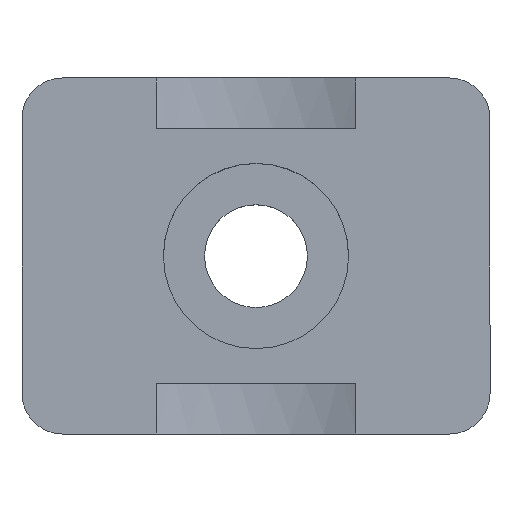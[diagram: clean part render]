
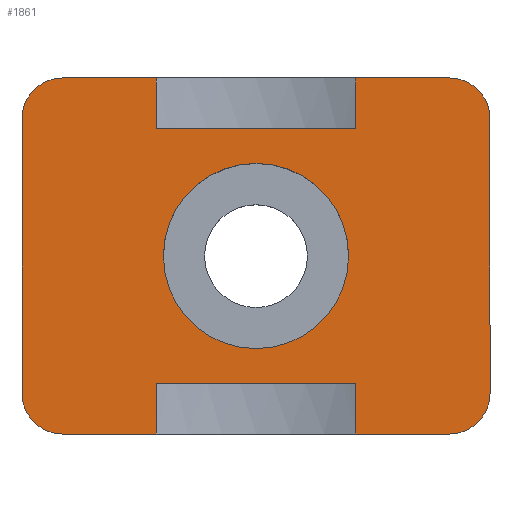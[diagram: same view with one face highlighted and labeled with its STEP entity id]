
A CAD part, top view. The second image highlights one B-rep face of the part: STEP entity #1861.
In plain terms, the highlighted planar face has unit normal (0, 0, 1).
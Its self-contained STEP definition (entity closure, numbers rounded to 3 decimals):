
#827=CARTESIAN_POINT('',(9.822,-12.5,16.0));
#828=VERTEX_POINT('',#827);
#836=CARTESIAN_POINT('',(-9.822,-12.5,16.0));
#837=VERTEX_POINT('',#836);
#838=CARTESIAN_POINT('',(-9.822,-12.5,16.0));
#839=DIRECTION('',(1.0,0.0,0.0));
#840=VECTOR('',#839,19.645);
#841=LINE('',#838,#840);
#842=EDGE_CURVE('',#837,#828,#841,.T.);
#868=CARTESIAN_POINT('',(-9.822,-17.5,16.0));
#869=VERTEX_POINT('',#868);
#870=CARTESIAN_POINT('',(-9.822,-17.5,16.0));
#871=DIRECTION('',(0.0,1.0,0.0));
#872=VECTOR('',#871,5.);
#873=LINE('',#870,#872);
#874=EDGE_CURVE('',#869,#837,#873,.T.);
#876=CARTESIAN_POINT('',(9.822,-17.5,16.0));
#877=VERTEX_POINT('',#876);
#885=CARTESIAN_POINT('',(9.822,-12.5,16.0));
#886=DIRECTION('',(0.0,-1.0,0.0));
#887=VECTOR('',#886,5.);
#888=LINE('',#885,#887);
#889=EDGE_CURVE('',#828,#877,#888,.T.);
#900=CARTESIAN_POINT('',(-19.0,-17.5,16.0));
#901=VERTEX_POINT('',#900);
#902=CARTESIAN_POINT('',(-19.0,-17.5,16.0));
#903=DIRECTION('',(1.0,0.0,0.0));
#904=VECTOR('',#903,9.178);
#905=LINE('',#902,#904);
#906=EDGE_CURVE('',#901,#869,#905,.T.);
#941=CARTESIAN_POINT('',(19.,-17.5,16.0));
#942=VERTEX_POINT('',#941);
#949=CARTESIAN_POINT('',(9.822,-17.5,16.0));
#950=DIRECTION('',(1.0,0.0,0.0));
#951=VECTOR('',#950,9.178);
#952=LINE('',#949,#951);
#953=EDGE_CURVE('',#877,#942,#952,.T.);
#1162=CARTESIAN_POINT('',(-9.822,12.5,16.0));
#1163=VERTEX_POINT('',#1162);
#1171=CARTESIAN_POINT('',(9.822,12.5,16.0));
#1172=VERTEX_POINT('',#1171);
#1173=CARTESIAN_POINT('',(9.822,12.5,16.0));
#1174=DIRECTION('',(-1.0,0.0,0.0));
#1175=VECTOR('',#1174,19.645);
#1176=LINE('',#1173,#1175);
#1177=EDGE_CURVE('',#1172,#1163,#1176,.T.);
#1195=CARTESIAN_POINT('',(9.822,17.5,16.0));
#1196=VERTEX_POINT('',#1195);
#1197=CARTESIAN_POINT('',(9.822,17.5,16.0));
#1198=DIRECTION('',(0.0,-1.0,0.0));
#1199=VECTOR('',#1198,5.);
#1200=LINE('',#1197,#1199);
#1201=EDGE_CURVE('',#1196,#1172,#1200,.T.);
#1203=CARTESIAN_POINT('',(-9.822,17.5,16.0));
#1204=VERTEX_POINT('',#1203);
#1212=CARTESIAN_POINT('',(-9.822,12.5,16.0));
#1213=DIRECTION('',(0.0,1.0,0.0));
#1214=VECTOR('',#1213,5.);
#1215=LINE('',#1212,#1214);
#1216=EDGE_CURVE('',#1163,#1204,#1215,.T.);
#1235=CARTESIAN_POINT('',(19.0,17.5,16.0));
#1236=VERTEX_POINT('',#1235);
#1237=CARTESIAN_POINT('',(19.0,17.5,16.0));
#1238=DIRECTION('',(-1.0,0.0,0.0));
#1239=VECTOR('',#1238,9.178);
#1240=LINE('',#1237,#1239);
#1241=EDGE_CURVE('',#1236,#1196,#1240,.T.);
#1258=CARTESIAN_POINT('',(-19.,17.5,16.0));
#1259=VERTEX_POINT('',#1258);
#1266=CARTESIAN_POINT('',(-9.822,17.5,16.0));
#1267=DIRECTION('',(-1.0,0.0,0.0));
#1268=VECTOR('',#1267,9.178);
#1269=LINE('',#1266,#1268);
#1270=EDGE_CURVE('',#1204,#1259,#1269,.T.);
#1312=CARTESIAN_POINT('',(-23.0,-13.5,16.0));
#1313=VERTEX_POINT('',#1312);
#1314=CARTESIAN_POINT('',(-19.0,-13.5,16.0));
#1315=DIRECTION('',(0.0,0.0,-1.0));
#1316=DIRECTION('',(-0.707,-0.707,0.0));
#1317=AXIS2_PLACEMENT_3D('',#1314,#1315,#1316);
#1318=CIRCLE('',#1317,4.0);
#1319=EDGE_CURVE('',#901,#1313,#1318,.T.);
#1336=CARTESIAN_POINT('',(-23.,13.5,16.0));
#1337=VERTEX_POINT('',#1336);
#1344=CARTESIAN_POINT('',(-19.,13.5,16.0));
#1345=DIRECTION('',(0.0,0.0,-1.0));
#1346=DIRECTION('',(-0.707,0.707,0.0));
#1347=AXIS2_PLACEMENT_3D('',#1344,#1345,#1346);
#1348=CIRCLE('',#1347,4.0);
#1349=EDGE_CURVE('',#1337,#1259,#1348,.T.);
#1362=CARTESIAN_POINT('',(23.0,13.5,16.0));
#1363=VERTEX_POINT('',#1362);
#1364=CARTESIAN_POINT('',(19.0,13.5,16.0));
#1365=DIRECTION('',(0.0,0.0,-1.0));
#1366=DIRECTION('',(0.707,0.707,0.0));
#1367=AXIS2_PLACEMENT_3D('',#1364,#1365,#1366);
#1368=CIRCLE('',#1367,4.0);
#1369=EDGE_CURVE('',#1236,#1363,#1368,.T.);
#1386=CARTESIAN_POINT('',(23.,-13.5,16.0));
#1387=VERTEX_POINT('',#1386);
#1394=CARTESIAN_POINT('',(19.,-13.5,16.0));
#1395=DIRECTION('',(0.0,0.0,-1.0));
#1396=DIRECTION('',(0.707,-0.707,0.0));
#1397=AXIS2_PLACEMENT_3D('',#1394,#1395,#1396);
#1398=CIRCLE('',#1397,4.0);
#1399=EDGE_CURVE('',#1387,#942,#1398,.T.);
#1411=CARTESIAN_POINT('',(23.,-13.5,16.0));
#1412=DIRECTION('',(0.0,1.0,0.0));
#1413=VECTOR('',#1412,27.);
#1414=LINE('',#1411,#1413);
#1415=EDGE_CURVE('',#1387,#1363,#1414,.T.);
#1428=CARTESIAN_POINT('',(-23.,13.5,16.0));
#1429=DIRECTION('',(0.0,-1.0,0.0));
#1430=VECTOR('',#1429,27.0);
#1431=LINE('',#1428,#1430);
#1432=EDGE_CURVE('',#1337,#1313,#1431,.T.);
#1752=CARTESIAN_POINT('',(9.1,0.,16.0));
#1753=VERTEX_POINT('',#1752);
#1754=CARTESIAN_POINT('',(0.0,0.0,16.0));
#1755=DIRECTION('',(0.0,0.0,-1.0));
#1756=DIRECTION('',(-1.0,0.0,0.0));
#1757=AXIS2_PLACEMENT_3D('',#1754,#1755,#1756);
#1758=CIRCLE('',#1757,9.1);
#1759=EDGE_CURVE('',#1753,#1753,#1758,.T.);
#1835=CARTESIAN_POINT('',(0.0,0.0,16.0));
#1836=DIRECTION('',(0.0,0.0,-1.0));
#1837=DIRECTION('',(-1.0,0.0,0.0));
#1838=AXIS2_PLACEMENT_3D('',#1835,#1836,#1837);
#1839=PLANE('',#1838);
#1840=ORIENTED_EDGE('',*,*,#889,.T.);
#1841=ORIENTED_EDGE('',*,*,#953,.T.);
#1842=ORIENTED_EDGE('',*,*,#1399,.F.);
#1843=ORIENTED_EDGE('',*,*,#1415,.T.);
#1844=ORIENTED_EDGE('',*,*,#1369,.F.);
#1845=ORIENTED_EDGE('',*,*,#1241,.T.);
#1846=ORIENTED_EDGE('',*,*,#1201,.T.);
#1847=ORIENTED_EDGE('',*,*,#1177,.T.);
#1848=ORIENTED_EDGE('',*,*,#1216,.T.);
#1849=ORIENTED_EDGE('',*,*,#1270,.T.);
#1850=ORIENTED_EDGE('',*,*,#1349,.F.);
#1851=ORIENTED_EDGE('',*,*,#1432,.T.);
#1852=ORIENTED_EDGE('',*,*,#1319,.F.);
#1853=ORIENTED_EDGE('',*,*,#906,.T.);
#1854=ORIENTED_EDGE('',*,*,#874,.T.);
#1855=ORIENTED_EDGE('',*,*,#842,.T.);
#1856=EDGE_LOOP('',(#1840,#1841,#1842,#1843,#1844,#1845,#1846,#1847,#1848,#1849,#1850,#1851,#1852,#1853,#1854,#1855));
#1857=FACE_OUTER_BOUND('',#1856,.T.);
#1858=ORIENTED_EDGE('',*,*,#1759,.T.);
#1859=EDGE_LOOP('',(#1858));
#1860=FACE_BOUND('',#1859,.T.);
#1861=ADVANCED_FACE('',(#1857,#1860),#1839,.F.);
